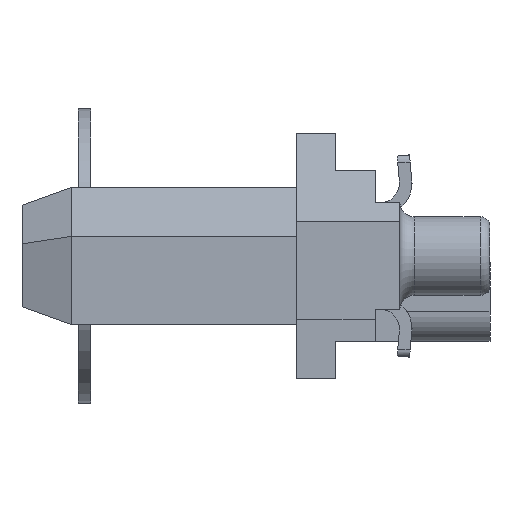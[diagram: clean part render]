
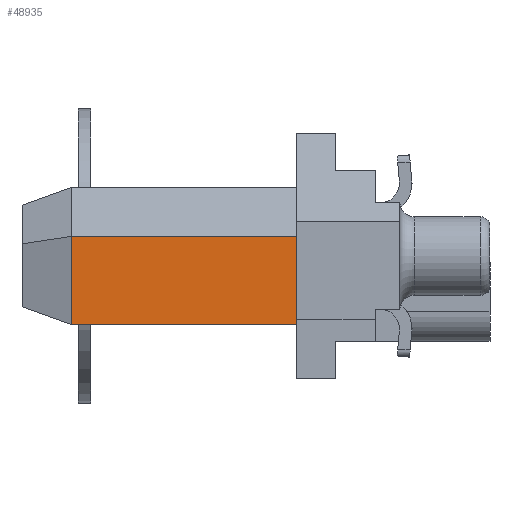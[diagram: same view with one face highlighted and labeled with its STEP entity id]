
A CAD part, left-side view. The second image highlights one B-rep face of the part: STEP entity #48935.
In plain terms, the highlighted planar face has unit normal (-1, 0, 0).
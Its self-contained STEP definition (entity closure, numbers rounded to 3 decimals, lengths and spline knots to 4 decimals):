
#5289=ORIENTED_EDGE('',*,*,#18506,.T.);
#5290=ORIENTED_EDGE('',*,*,#19346,.F.);
#5291=ORIENTED_EDGE('',*,*,#19347,.F.);
#5292=ORIENTED_EDGE('',*,*,#18785,.T.);
#18506=EDGE_CURVE('',#25893,#25892,#31006,.T.);
#18785=EDGE_CURVE('',#26160,#25893,#31163,.T.);
#19346=EDGE_CURVE('',#26450,#25892,#31594,.T.);
#19347=EDGE_CURVE('',#26160,#26450,#31595,.T.);
#25892=VERTEX_POINT('',#71535);
#25893=VERTEX_POINT('',#71537);
#26160=VERTEX_POINT('',#72094);
#26450=VERTEX_POINT('',#73220);
#31006=LINE('',#71536,#36821);
#31163=LINE('',#72093,#36978);
#31594=LINE('',#73219,#37409);
#31595=LINE('',#73221,#37410);
#36821=VECTOR('',#56611,1000.);
#36978=VECTOR('',#57034,1000.);
#37409=VECTOR('',#58275,1000.);
#37410=VECTOR('',#58276,1000.);
#41928=EDGE_LOOP('',(#5289,#5290,#5291,#5292));
#44470=FACE_BOUND('',#41928,.T.);
#46883=PLANE('',#51767);
#48935=ADVANCED_FACE('',(#44470),#46883,.F.);
#51767=AXIS2_PLACEMENT_3D('',#73218,#58273,#58274);
#56611=DIRECTION('',(0.,0.,1.));
#57034=DIRECTION('',(0.,-1.,0.));
#58273=DIRECTION('',(1.,0.,0.));
#58274=DIRECTION('',(0.,0.,-1.));
#58275=DIRECTION('',(0.,-1.,0.));
#58276=DIRECTION('',(0.,0.,1.));
#71535=CARTESIAN_POINT('',(-11.1425,0.8,0.2));
#71536=CARTESIAN_POINT('',(-11.1425,0.8,-0.7));
#71537=CARTESIAN_POINT('',(-11.1425,0.8,-0.7));
#72093=CARTESIAN_POINT('',(-11.1425,3.1,-0.7));
#72094=CARTESIAN_POINT('',(-11.1425,3.1,-0.7));
#73218=CARTESIAN_POINT('',(-11.1425,3.1,-0.7));
#73219=CARTESIAN_POINT('',(-11.1425,3.1,0.2));
#73220=CARTESIAN_POINT('',(-11.1425,3.1,0.2));
#73221=CARTESIAN_POINT('',(-11.1425,3.1,-0.7));
